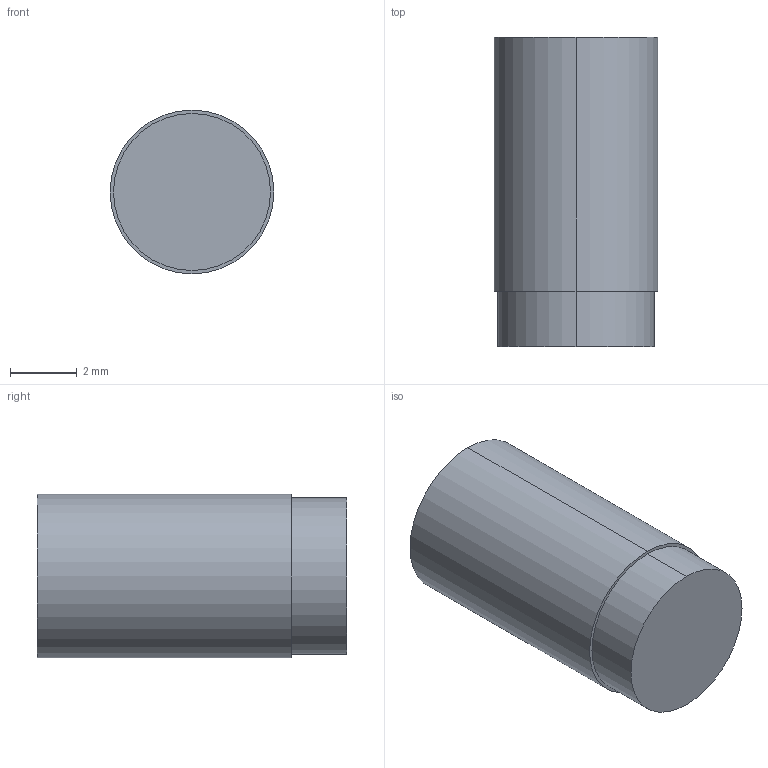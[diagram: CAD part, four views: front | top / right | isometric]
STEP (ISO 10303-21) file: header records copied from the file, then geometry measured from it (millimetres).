
FILE_DESCRIPTION (( 'STEP AP214' ), '1' );
FILE_NAME ('BulletA.STEP', '2019-08-28T06:44:28', ( '' ), ( '' ), 'SwSTEP 2.0', 'SolidWorks 2017', '' );
FILE_SCHEMA (( 'AUTOMOTIVE_DESIGN' ));
Length unit declared in the file: millimetre
Products named in the file (1): BulletA
Bounding box: 4.9 x 9.25 x 4.9 mm (x, y, z)
Volume: 82.2 mm3; surface area: 485.9 mm2
Topology: 2 solids, 2 shells, 16 faces, 30 edges, 18 vertices
Faces by surface type: cylinder 8, torus 4, plane 4
Entity records: 521 total; most frequent: DIRECTION 86, CARTESIAN_POINT 65, ORIENTED_EDGE 60, AXIS2_PLACEMENT_3D 39, EDGE_CURVE 30, CIRCLE 22, EDGE_LOOP 18, VERTEX_POINT 18
